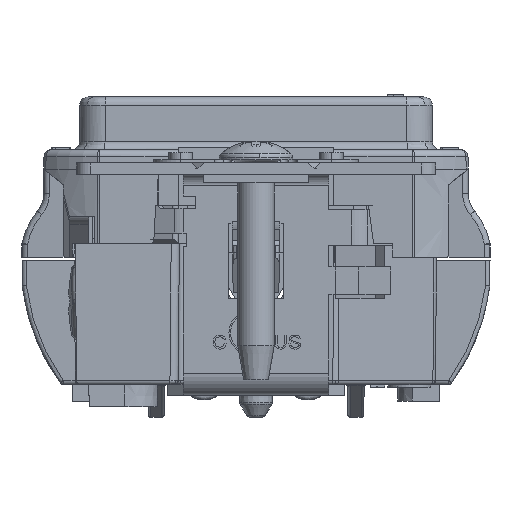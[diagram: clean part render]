
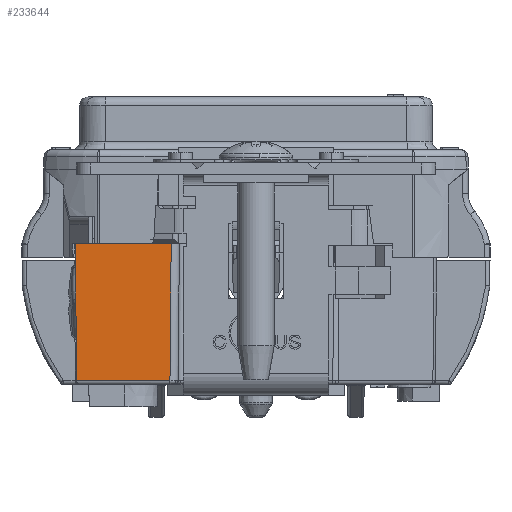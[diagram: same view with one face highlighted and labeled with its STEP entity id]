
A CAD part, front view. The second image highlights one B-rep face of the part: STEP entity #233644.
In plain terms, the highlighted planar face has unit normal (0, -1, -0.009).
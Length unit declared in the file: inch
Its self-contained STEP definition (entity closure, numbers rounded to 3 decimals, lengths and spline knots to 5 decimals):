
#6073 = CARTESIAN_POINT ( 'NONE',  ( -0.31003, -1.39397, 0.51195 ) ) ;
#23940 = CARTESIAN_POINT ( 'NONE',  ( -0.66, -1.394, 0.515 ) ) ;
#27541 = EDGE_CURVE ( 'NONE', #42807, #243010, #229753, .T. ) ;
#33759 = AXIS2_PLACEMENT_3D ( 'NONE', #85689, #257412, #233142 ) ;
#42807 = VERTEX_POINT ( 'NONE', #101235 ) ;
#47449 = VERTEX_POINT ( 'NONE', #23940 ) ;
#47985 = CARTESIAN_POINT ( 'NONE',  ( -0.31449, -1.38964, 0.01487 ) ) ;
#49555 = LINE ( 'NONE', #47985, #253031 ) ;
#72801 = CARTESIAN_POINT ( 'NONE',  ( -0.66, -1.394, 0.515 ) ) ;
#78040 = DIRECTION ( 'NONE',  ( 1., 0., 0. ) ) ;
#82078 = VECTOR ( 'NONE', #179557, 39.37008 ) ;
#85689 = CARTESIAN_POINT ( 'NONE',  ( -0.66, -1.394, 0.515 ) ) ;
#101235 = CARTESIAN_POINT ( 'NONE',  ( -0.31436, -1.38964, 0.01487 ) ) ;
#105499 = VECTOR ( 'NONE', #78040, 39.37008 ) ;
#108321 = FACE_OUTER_BOUND ( 'NONE', #257317, .T. ) ;
#109276 = EDGE_CURVE ( 'NONE', #268944, #47449, #221904, .T. ) ;
#130610 = DIRECTION ( 'NONE',  ( -0.009, -0.009, 1. ) ) ;
#147962 = ORIENTED_EDGE ( 'NONE', *, *, #109276, .F. ) ;
#174418 = DIRECTION ( 'NONE',  ( 1., 0., 0. ) ) ;
#179557 = DIRECTION ( 'NONE',  ( 0.009, -0.009, 1. ) ) ;
#182101 = CARTESIAN_POINT ( 'NONE',  ( -0.31, -1.394, 0.515 ) ) ;
#194740 = CARTESIAN_POINT ( 'NONE',  ( -0.66, -1.394, 0.515 ) ) ;
#201099 = LINE ( 'NONE', #194740, #105499 ) ;
#212906 = EDGE_CURVE ( 'NONE', #268944, #42807, #49555, .T. ) ;
#221904 = LINE ( 'NONE', #72801, #280381 ) ;
#229753 = LINE ( 'NONE', #6073, #82078 ) ;
#232624 = ORIENTED_EDGE ( 'NONE', *, *, #212906, .T. ) ;
#232652 = EDGE_CURVE ( 'NONE', #47449, #243010, #201099, .T. ) ;
#233142 = DIRECTION ( 'NONE',  ( 0., 0.009, -1. ) ) ;
#233644 = ADVANCED_FACE ( 'NONE', ( #108321 ), #254242, .T. ) ;
#237182 = CARTESIAN_POINT ( 'NONE',  ( -0.65564, -1.38964, 0.01487 ) ) ;
#243010 = VERTEX_POINT ( 'NONE', #182101 ) ;
#247869 = ORIENTED_EDGE ( 'NONE', *, *, #232652, .F. ) ;
#253031 = VECTOR ( 'NONE', #174418, 39.37008 ) ;
#254242 = PLANE ( 'NONE',  #33759 ) ;
#257317 = EDGE_LOOP ( 'NONE', ( #147962, #232624, #270391, #247869 ) ) ;
#257412 = DIRECTION ( 'NONE',  ( 0., -1., -0.009 ) ) ;
#268944 = VERTEX_POINT ( 'NONE', #237182 ) ;
#270391 = ORIENTED_EDGE ( 'NONE', *, *, #27541, .T. ) ;
#280381 = VECTOR ( 'NONE', #130610, 39.37008 ) ;
